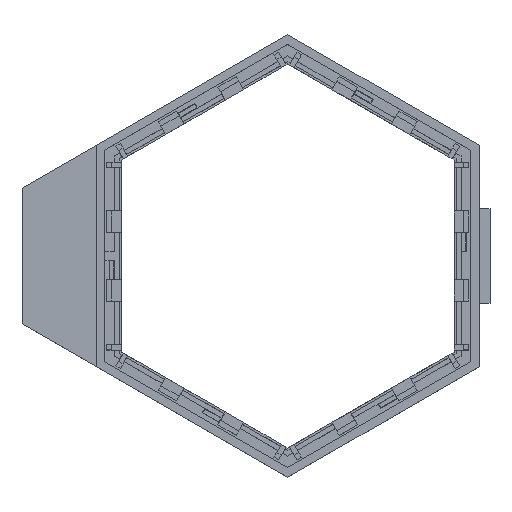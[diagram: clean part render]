
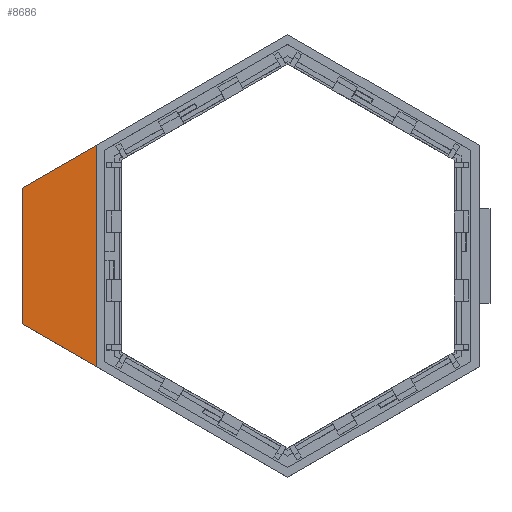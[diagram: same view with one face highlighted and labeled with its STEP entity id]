
A CAD part, top view. The second image highlights one B-rep face of the part: STEP entity #8686.
In plain terms, the highlighted planar face has unit normal (0, 0, 1).
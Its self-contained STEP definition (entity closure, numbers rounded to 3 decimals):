
#182=FACE_OUTER_BOUND('',#621,.T.);
#621=EDGE_LOOP('',(#6102,#6103,#6104,#6105));
#1200=LINE('',#12145,#2477);
#1210=LINE('',#12166,#2487);
#1212=LINE('',#12170,#2489);
#1214=LINE('',#12173,#2491);
#2477=VECTOR('',#9927,10.);
#2487=VECTOR('',#9949,10.);
#2489=VECTOR('',#9953,10.);
#2491=VECTOR('',#9957,10.);
#3679=VERTEX_POINT('',#12142);
#3680=VERTEX_POINT('',#12144);
#3685=VERTEX_POINT('',#12165);
#3686=VERTEX_POINT('',#12169);
#4568=EDGE_CURVE('',#3679,#3680,#1200,.T.);
#4578=EDGE_CURVE('',#3685,#3680,#1210,.T.);
#4580=EDGE_CURVE('',#3679,#3686,#1212,.T.);
#4582=EDGE_CURVE('',#3686,#3685,#1214,.T.);
#6102=ORIENTED_EDGE('',*,*,#4582,.T.);
#6103=ORIENTED_EDGE('',*,*,#4578,.T.);
#6104=ORIENTED_EDGE('',*,*,#4568,.F.);
#6105=ORIENTED_EDGE('',*,*,#4580,.T.);
#8261=PLANE('',#9179);
#8686=ADVANCED_FACE('',(#182),#8261,.T.);
#9179=AXIS2_PLACEMENT_3D('',#12174,#9958,#9959);
#9927=DIRECTION('',(0.,-1.,0.));
#9949=DIRECTION('',(0.866,-0.5,0.));
#9953=DIRECTION('',(-0.866,-0.5,0.));
#9957=DIRECTION('',(0.,-1.,0.));
#9958=DIRECTION('center_axis',(0.,0.,1.));
#9959=DIRECTION('ref_axis',(-1.,0.,0.));
#12142=CARTESIAN_POINT('',(-90.603,52.309,15.));
#12144=CARTESIAN_POINT('',(-90.603,-52.309,15.));
#12145=CARTESIAN_POINT('',(-90.603,52.309,15.));
#12165=CARTESIAN_POINT('',(-125.603,-32.102,15.));
#12166=CARTESIAN_POINT('',(-125.603,-32.102,15.));
#12169=CARTESIAN_POINT('',(-125.603,32.102,15.));
#12170=CARTESIAN_POINT('',(-90.603,52.309,15.));
#12173=CARTESIAN_POINT('',(-125.603,32.102,15.));
#12174=CARTESIAN_POINT('Origin',(-108.103,0.,
15.));
